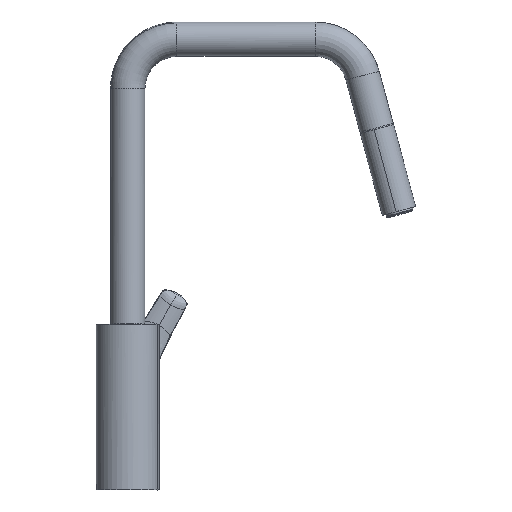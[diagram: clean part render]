
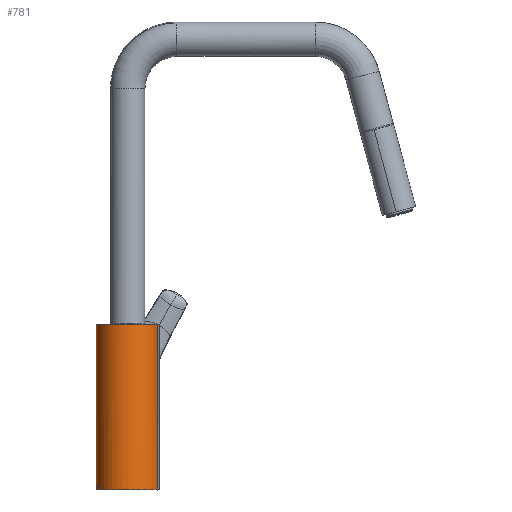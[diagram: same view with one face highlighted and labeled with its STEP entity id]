
A CAD part, front view. The second image highlights one B-rep face of the part: STEP entity #781.
In plain terms, the highlighted cylindrical face has radius 25.5 mm (diameter 51 mm), a partial arc.
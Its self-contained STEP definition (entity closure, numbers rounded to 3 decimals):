
#166=VECTOR('',#37316,134.76);
#167=VECTOR('',#37316,134.76);
#193=LINE('',#36559,#166);
#194=LINE('',#36581,#167);
#436=CIRCLE('',#36979,25.5);
#781=ADVANCED_FACE('extract',(#1094),#8862,.T.);
#1094=FACE_OUTER_BOUND('',#5346,.T.);
#1738=B_SPLINE_CURVE_WITH_KNOTS('',3,(#36577,#36624,#36625,#36626,#36627,#36628,#36629,#36630,#36631,#36632,#36633,#36634,#36635,#36636,#36637,#36638,#36639,#36623),.UNSPECIFIED.,.F.,.U.,(4,2,2,2,2,2,2,2,4),(0.,0.125,0.25,0.375,0.5,0.625,0.75,0.875,1.),.UNSPECIFIED.);
#1739=B_SPLINE_CURVE_WITH_KNOTS('',3,(#36623,#36640,#36641,#36557),.UNSPECIFIED.,.F.,.U.,(4,4),(0.,1.),.UNSPECIFIED.);
#3477=ORIENTED_EDGE('',*,*,#4375,.T.);
#3478=ORIENTED_EDGE('',*,*,#4386,.F.);
#3479=ORIENTED_EDGE('',*,*,#4378,.F.);
#3480=ORIENTED_EDGE('',*,*,#4387,.T.);
#3481=ORIENTED_EDGE('',*,*,#4388,.T.);
#4375=EDGE_CURVE('861',#5023,#5024,#193,.T.);
#4378=EDGE_CURVE('864',#5026,#5027,#194,.T.);
#4386=EDGE_CURVE('872',#5027,#5024,#436,.T.);
#4387=EDGE_CURVE('873',#5026,#5032,#1738,.T.);
#4388=EDGE_CURVE('874',#5032,#5023,#1739,.T.);
#5023=VERTEX_POINT('566',#36557);
#5024=VERTEX_POINT('567',#36558);
#5026=VERTEX_POINT('569',#36577);
#5027=VERTEX_POINT('570',#36580);
#5032=VERTEX_POINT('575',#36623);
#5346=EDGE_LOOP('',(#3477,#3478,#3479,#3480,#3481));
#8862=CYLINDRICAL_SURFACE('',#36978,25.5);
#8866=CARTESIAN_POINT('',(0.,0.,0.));
#36556=CARTESIAN_POINT('',(0.,0.,134.76));
#36557=CARTESIAN_POINT('',(-23.962,8.722,134.76));
#36558=CARTESIAN_POINT('',(-23.962,8.722,0.));
#36559=CARTESIAN_POINT('',(-23.962,8.722,134.76));
#36577=CARTESIAN_POINT('',(23.962,-8.722,134.76));
#36580=CARTESIAN_POINT('',(23.962,-8.722,0.));
#36581=CARTESIAN_POINT('',(23.962,-8.722,134.76));
#36623=CARTESIAN_POINT('',(-25.5,0.,134.76));
#36624=CARTESIAN_POINT('',(22.947,-11.51,134.76));
#36625=CARTESIAN_POINT('',(21.441,-14.118,134.76));
#36626=CARTESIAN_POINT('',(17.627,-18.664,134.76));
#36627=CARTESIAN_POINT('',(15.32,-20.6,134.76));
#36628=CARTESIAN_POINT('',(10.18,-23.567,134.76));
#36629=CARTESIAN_POINT('',(7.35,-24.597,134.76));
#36630=CARTESIAN_POINT('',(1.506,-25.628,134.76));
#36631=CARTESIAN_POINT('',(-1.506,-25.628,134.76));
#36632=CARTESIAN_POINT('',(-7.35,-24.597,134.76));
#36633=CARTESIAN_POINT('',(-10.18,-23.567,134.76));
#36634=CARTESIAN_POINT('',(-15.32,-20.6,134.76));
#36635=CARTESIAN_POINT('',(-17.627,-18.664,134.76));
#36636=CARTESIAN_POINT('',(-21.441,-14.118,134.76));
#36637=CARTESIAN_POINT('',(-22.947,-11.51,134.76));
#36638=CARTESIAN_POINT('',(-24.977,-5.933,134.76));
#36639=CARTESIAN_POINT('',(-25.5,-2.967,134.76));
#36640=CARTESIAN_POINT('',(-25.5,2.967,134.76));
#36641=CARTESIAN_POINT('',(-24.977,5.933,134.76));
#36978=AXIS2_PLACEMENT_3D('',#36556,#37316,#37323);
#36979=AXIS2_PLACEMENT_3D('',#8866,#37316,#37323);
#37316=DIRECTION('',(0.,0.,-1.));
#37323=DIRECTION('',(0.94,-0.342,0.));
